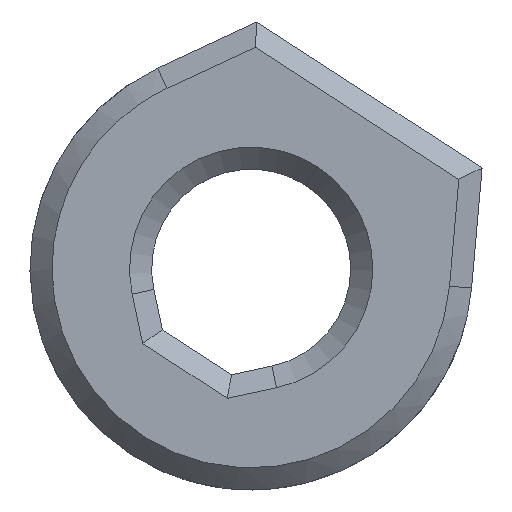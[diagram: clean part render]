
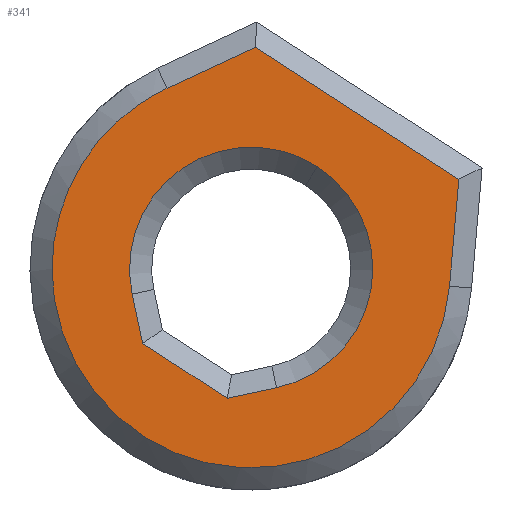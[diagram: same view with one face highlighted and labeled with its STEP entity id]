
A CAD part, front view. The second image highlights one B-rep face of the part: STEP entity #341.
In plain terms, the highlighted planar face has unit normal (0, -1, 0).
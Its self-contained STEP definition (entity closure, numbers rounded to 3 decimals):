
#146 = VERTEX_POINT('',#147);
#147 = CARTESIAN_POINT('',(-29.369,23.007,78.906));
#153 = EDGE_CURVE('',#154,#146,#156,.T.);
#154 = VERTEX_POINT('',#155);
#155 = CARTESIAN_POINT('',(-26.02,23.007,81.21));
#156 = CIRCLE('',#157,2.2);
#157 = AXIS2_PLACEMENT_3D('',#158,#159,#160);
#158 = CARTESIAN_POINT('',(-27.217,23.007,79.365));
#159 = DIRECTION('',(-0.,-1.,0.));
#160 = DIRECTION('',(-0.819,0.,0.574));
#323 = EDGE_CURVE('',#146,#324,#326,.T.);
#324 = VERTEX_POINT('',#325);
#325 = CARTESIAN_POINT('',(-29.179,23.007,78.015));
#326 = LINE('',#327,#328);
#327 = CARTESIAN_POINT('',(-29.369,23.007,78.906));
#328 = VECTOR('',#329,1.);
#329 = DIRECTION('',(0.208,0.,-0.978));
#341 = ADVANCED_FACE('',(#342,#455),#482,.F.);
#342 = FACE_BOUND('',#343,.T.);
#343 = EDGE_LOOP('',(#344,#354,#362,#449));
#344 = ORIENTED_EDGE('',*,*,#345,.F.);
#345 = EDGE_CURVE('',#346,#348,#350,.T.);
#346 = VERTEX_POINT('',#347);
#347 = CARTESIAN_POINT('',(-27.145,23.007,83.37));
#348 = VERTEX_POINT('',#349);
#349 = CARTESIAN_POINT('',(-23.462,23.007,80.981));
#350 = LINE('',#351,#352);
#351 = CARTESIAN_POINT('',(-27.145,23.007,83.37));
#352 = VECTOR('',#353,1.);
#353 = DIRECTION('',(0.839,0.,-0.544));
#354 = ORIENTED_EDGE('',*,*,#355,.F.);
#355 = EDGE_CURVE('',#356,#346,#358,.T.);
#356 = VERTEX_POINT('',#357);
#357 = CARTESIAN_POINT('',(-28.739,23.007,82.627));
#358 = LINE('',#359,#360);
#359 = CARTESIAN_POINT('',(-28.739,23.007,82.627));
#360 = VECTOR('',#361,1.);
#361 = DIRECTION('',(0.906,0.,0.423));
#362 = ORIENTED_EDGE('',*,*,#363,.F.);
#363 = EDGE_CURVE('',#364,#356,#366,.T.);
#364 = VERTEX_POINT('',#365);
#365 = CARTESIAN_POINT('',(-23.631,23.007,79.051));
#366 = B_SPLINE_CURVE_WITH_KNOTS('',3,(#367,#368,#369,#370,#371,#372,
    #373,#374,#375,#376,#377,#378,#379,#380,#381,#382,#383,#384,#385,
    #386,#387,#388,#389,#390,#391,#392,#393,#394,#395,#396,#397,#398,
    #399,#400,#401,#402,#403,#404,#405,#406,#407,#408,#409,#410,#411,
    #412,#413,#414,#415,#416,#417,#418,#419,#420,#421,#422,#423,#424,
    #425,#426,#427,#428,#429,#430,#431,#432,#433,#434,#435,#436,#437,
    #438,#439,#440,#441,#442,#443,#444,#445,#446,#447,#448),
  .UNSPECIFIED.,.F.,.F.,(4,3,3,3,3,3,3,3,3,3,3,3,3,3,3,3,3,3,3,3,3,3,3,3
    ,3,3,3,4),(0.,0.001,0.001,0.002,0.003,
    0.003,0.004,0.005,0.005,0.006,
    0.006,0.007,0.007,0.008,0.008,
    0.009,0.01,0.01,0.011,0.011,
    0.012,0.012,0.013,0.014,0.014,
    0.015,0.015,0.015),.UNSPECIFIED.);
#367 = CARTESIAN_POINT('',(-23.631,23.007,79.051));
#368 = CARTESIAN_POINT('',(-23.659,23.007,78.735));
#369 = CARTESIAN_POINT('',(-23.728,23.007,78.43));
#370 = CARTESIAN_POINT('',(-23.835,23.007,78.135));
#371 = CARTESIAN_POINT('',(-23.889,23.007,77.987));
#372 = CARTESIAN_POINT('',(-23.953,23.007,77.841));
#373 = CARTESIAN_POINT('',(-24.026,23.007,77.702));
#374 = CARTESIAN_POINT('',(-24.098,23.007,77.562));
#375 = CARTESIAN_POINT('',(-24.179,23.007,77.428));
#376 = CARTESIAN_POINT('',(-24.268,23.007,77.3));
#377 = CARTESIAN_POINT('',(-24.447,23.007,77.043));
#378 = CARTESIAN_POINT('',(-24.664,23.007,76.808));
#379 = CARTESIAN_POINT('',(-24.904,23.007,76.607));
#380 = CARTESIAN_POINT('',(-25.024,23.007,76.506));
#381 = CARTESIAN_POINT('',(-25.151,23.007,76.414));
#382 = CARTESIAN_POINT('',(-25.283,23.007,76.329));
#383 = CARTESIAN_POINT('',(-25.415,23.007,76.245));
#384 = CARTESIAN_POINT('',(-25.555,23.007,76.168));
#385 = CARTESIAN_POINT('',(-25.697,23.007,76.101));
#386 = CARTESIAN_POINT('',(-25.982,23.007,75.968));
#387 = CARTESIAN_POINT('',(-26.28,23.007,75.873));
#388 = CARTESIAN_POINT('',(-26.591,23.007,75.819));
#389 = CARTESIAN_POINT('',(-26.746,23.007,75.792));
#390 = CARTESIAN_POINT('',(-26.904,23.007,75.775));
#391 = CARTESIAN_POINT('',(-27.06,23.007,75.768));
#392 = CARTESIAN_POINT('',(-27.217,23.007,75.761));
#393 = CARTESIAN_POINT('',(-27.373,23.007,75.764));
#394 = CARTESIAN_POINT('',(-27.529,23.007,75.778));
#395 = CARTESIAN_POINT('',(-27.686,23.007,75.791));
#396 = CARTESIAN_POINT('',(-27.843,23.007,75.815));
#397 = CARTESIAN_POINT('',(-27.997,23.007,75.849));
#398 = CARTESIAN_POINT('',(-28.151,23.007,75.883));
#399 = CARTESIAN_POINT('',(-28.301,23.007,75.926));
#400 = CARTESIAN_POINT('',(-28.448,23.007,75.98));
#401 = CARTESIAN_POINT('',(-28.595,23.007,76.034));
#402 = CARTESIAN_POINT('',(-28.738,23.007,76.097));
#403 = CARTESIAN_POINT('',(-28.877,23.007,76.17));
#404 = CARTESIAN_POINT('',(-29.017,23.007,76.243));
#405 = CARTESIAN_POINT('',(-29.153,23.007,76.325));
#406 = CARTESIAN_POINT('',(-29.281,23.007,76.415));
#407 = CARTESIAN_POINT('',(-29.538,23.007,76.596));
#408 = CARTESIAN_POINT('',(-29.77,23.007,76.807));
#409 = CARTESIAN_POINT('',(-29.974,23.007,77.049));
#410 = CARTESIAN_POINT('',(-30.178,23.007,77.291));
#411 = CARTESIAN_POINT('',(-30.345,23.007,77.556));
#412 = CARTESIAN_POINT('',(-30.478,23.007,77.84));
#413 = CARTESIAN_POINT('',(-30.544,23.007,77.982));
#414 = CARTESIAN_POINT('',(-30.602,23.007,78.131));
#415 = CARTESIAN_POINT('',(-30.65,23.007,78.28));
#416 = CARTESIAN_POINT('',(-30.697,23.007,78.43));
#417 = CARTESIAN_POINT('',(-30.735,23.007,78.582));
#418 = CARTESIAN_POINT('',(-30.763,23.007,78.736));
#419 = CARTESIAN_POINT('',(-30.79,23.007,78.89));
#420 = CARTESIAN_POINT('',(-30.808,23.007,79.046));
#421 = CARTESIAN_POINT('',(-30.815,23.007,79.204));
#422 = CARTESIAN_POINT('',(-30.822,23.007,79.362));
#423 = CARTESIAN_POINT('',(-30.818,23.007,79.52));
#424 = CARTESIAN_POINT('',(-30.804,23.007,79.675));
#425 = CARTESIAN_POINT('',(-30.79,23.007,79.831));
#426 = CARTESIAN_POINT('',(-30.766,23.007,79.986));
#427 = CARTESIAN_POINT('',(-30.733,23.007,80.139));
#428 = CARTESIAN_POINT('',(-30.699,23.007,80.292));
#429 = CARTESIAN_POINT('',(-30.654,23.007,80.445));
#430 = CARTESIAN_POINT('',(-30.601,23.007,80.593));
#431 = CARTESIAN_POINT('',(-30.494,23.007,80.889));
#432 = CARTESIAN_POINT('',(-30.35,23.007,81.167));
#433 = CARTESIAN_POINT('',(-30.169,23.007,81.425));
#434 = CARTESIAN_POINT('',(-30.079,23.007,81.554));
#435 = CARTESIAN_POINT('',(-29.979,23.007,81.678));
#436 = CARTESIAN_POINT('',(-29.873,23.007,81.793));
#437 = CARTESIAN_POINT('',(-29.767,23.007,81.909));
#438 = CARTESIAN_POINT('',(-29.654,23.007,82.017));
#439 = CARTESIAN_POINT('',(-29.534,23.007,82.118));
#440 = CARTESIAN_POINT('',(-29.415,23.007,82.219));
#441 = CARTESIAN_POINT('',(-29.287,23.007,82.313));
#442 = CARTESIAN_POINT('',(-29.154,23.007,82.398));
#443 = CARTESIAN_POINT('',(-29.087,23.007,82.441));
#444 = CARTESIAN_POINT('',(-29.019,23.007,82.482));
#445 = CARTESIAN_POINT('',(-28.95,23.007,82.52));
#446 = CARTESIAN_POINT('',(-28.881,23.007,82.558));
#447 = CARTESIAN_POINT('',(-28.81,23.007,82.594));
#448 = CARTESIAN_POINT('',(-28.739,23.007,82.627));
#449 = ORIENTED_EDGE('',*,*,#450,.F.);
#450 = EDGE_CURVE('',#348,#364,#451,.T.);
#451 = LINE('',#452,#453);
#452 = CARTESIAN_POINT('',(-23.462,23.007,80.981));
#453 = VECTOR('',#454,1.);
#454 = DIRECTION('',(-0.087,-0.,-0.996));
#455 = FACE_BOUND('',#456,.T.);
#456 = EDGE_LOOP('',(#457,#465,#466,#467,#476));
#457 = ORIENTED_EDGE('',*,*,#458,.F.);
#458 = EDGE_CURVE('',#324,#459,#461,.T.);
#459 = VERTEX_POINT('',#460);
#460 = CARTESIAN_POINT('',(-27.65,23.007,77.023));
#461 = LINE('',#462,#463);
#462 = CARTESIAN_POINT('',(-29.179,23.007,78.015));
#463 = VECTOR('',#464,1.);
#464 = DIRECTION('',(0.839,0.,-0.544));
#465 = ORIENTED_EDGE('',*,*,#323,.F.);
#466 = ORIENTED_EDGE('',*,*,#153,.F.);
#467 = ORIENTED_EDGE('',*,*,#468,.F.);
#468 = EDGE_CURVE('',#469,#154,#471,.T.);
#469 = VERTEX_POINT('',#470);
#470 = CARTESIAN_POINT('',(-26.759,23.007,77.213));
#471 = CIRCLE('',#472,2.2);
#472 = AXIS2_PLACEMENT_3D('',#473,#474,#475);
#473 = CARTESIAN_POINT('',(-27.217,23.007,79.365));
#474 = DIRECTION('',(-0.,-1.,0.));
#475 = DIRECTION('',(-0.819,0.,0.574));
#476 = ORIENTED_EDGE('',*,*,#477,.F.);
#477 = EDGE_CURVE('',#459,#469,#478,.T.);
#478 = LINE('',#479,#480);
#479 = CARTESIAN_POINT('',(-27.65,23.007,77.023));
#480 = VECTOR('',#481,1.);
#481 = DIRECTION('',(0.978,0.,0.208));
#482 = PLANE('',#483);
#483 = AXIS2_PLACEMENT_3D('',#484,#485,#486);
#484 = CARTESIAN_POINT('',(-21.01,23.007,95.329));
#485 = DIRECTION('',(0.,1.,0.));
#486 = DIRECTION('',(-0.544,-0.,-0.839));
